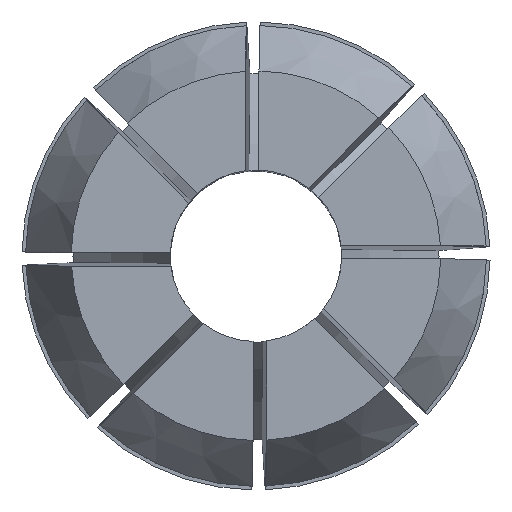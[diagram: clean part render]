
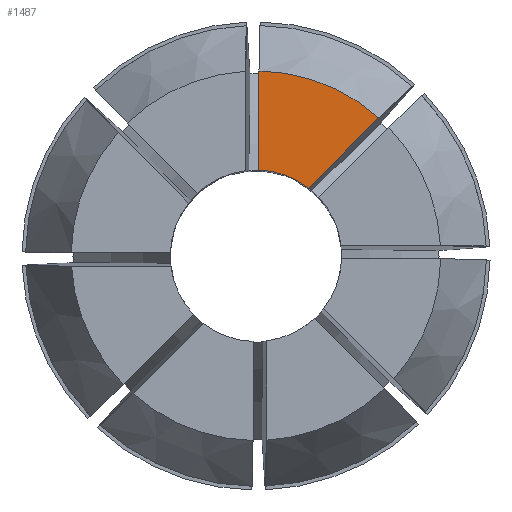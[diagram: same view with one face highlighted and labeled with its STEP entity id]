
A CAD part, top view. The second image highlights one B-rep face of the part: STEP entity #1487.
In plain terms, the highlighted planar face has unit normal (0, 0, 1).
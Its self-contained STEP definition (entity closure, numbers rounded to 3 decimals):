
#151 = CARTESIAN_POINT ( 'NONE',  ( 4.718, 5.545, 34. ) ) ;
#273 = EDGE_CURVE ( 'NONE', #553, #3384, #3689, .T. ) ;
#406 = CIRCLE ( 'NONE', #953, 10.263 ) ;
#476 = CARTESIAN_POINT ( 'NONE',  ( 0.166, 10.263, 34. ) ) ;
#553 = VERTEX_POINT ( 'NONE', #1459 ) ;
#567 = CARTESIAN_POINT ( 'NONE',  ( 0., 0., 34. ) ) ;
#651 = PLANE ( 'NONE',  #1930 ) ;
#673 = DIRECTION ( 'NONE',  ( 1., 0., 0. ) ) ;
#778 = CARTESIAN_POINT ( 'NONE',  ( 0., 0., 34. ) ) ;
#953 = AXIS2_PLACEMENT_3D ( 'NONE', #778, #3780, #1729 ) ;
#1037 = ORIENTED_EDGE ( 'NONE', *, *, #2987, .T. ) ;
#1056 = VERTEX_POINT ( 'NONE', #2061 ) ;
#1171 = VECTOR ( 'NONE', #2546, 1000. ) ;
#1459 = CARTESIAN_POINT ( 'NONE',  ( 0.166, 4.76, 34. ) ) ;
#1487 = ADVANCED_FACE ( 'NONE', ( #2535 ), #651, .T. ) ;
#1612 = EDGE_CURVE ( 'NONE', #1056, #2892, #406, .T. ) ;
#1701 = CARTESIAN_POINT ( 'NONE',  ( 2.929, 3.755, 34. ) ) ;
#1729 = DIRECTION ( 'NONE',  ( -1., 0., 0. ) ) ;
#1732 = LINE ( 'NONE', #151, #1171 ) ;
#1896 = CARTESIAN_POINT ( 'NONE',  ( 0., 10.263, 34. ) ) ;
#1930 = AXIS2_PLACEMENT_3D ( 'NONE', #1896, #3088, #673 ) ;
#2061 = CARTESIAN_POINT ( 'NONE',  ( 0.166, 10.262, 34. ) ) ;
#2115 = LINE ( 'NONE', #476, #2168 ) ;
#2168 = VECTOR ( 'NONE', #2889, 1000. ) ;
#2479 = EDGE_CURVE ( 'NONE', #2892, #3384, #1732, .T. ) ;
#2518 = CARTESIAN_POINT ( 'NONE',  ( 6.832, 7.659, 34. ) ) ;
#2535 = FACE_OUTER_BOUND ( 'NONE', #3734, .T. ) ;
#2546 = DIRECTION ( 'NONE',  ( -0.707, -0.707, 0. ) ) ;
#2680 = DIRECTION ( 'NONE',  ( 0., 0., -1. ) ) ;
#2701 = ORIENTED_EDGE ( 'NONE', *, *, #2479, .F. ) ;
#2889 = DIRECTION ( 'NONE',  ( 0., -1., 0. ) ) ;
#2892 = VERTEX_POINT ( 'NONE', #2518 ) ;
#2987 = EDGE_CURVE ( 'NONE', #1056, #553, #2115, .T. ) ;
#3088 = DIRECTION ( 'NONE',  ( 0., 0., 1. ) ) ;
#3149 = ORIENTED_EDGE ( 'NONE', *, *, #1612, .F. ) ;
#3294 = DIRECTION ( 'NONE',  ( -1., 0., 0. ) ) ;
#3351 = AXIS2_PLACEMENT_3D ( 'NONE', #567, #2680, #3294 ) ;
#3384 = VERTEX_POINT ( 'NONE', #1701 ) ;
#3689 = CIRCLE ( 'NONE', #3351, 4.762 ) ;
#3734 = EDGE_LOOP ( 'NONE', ( #3149, #1037, #3841, #2701 ) ) ;
#3780 = DIRECTION ( 'NONE',  ( 0., 0., -1. ) ) ;
#3841 = ORIENTED_EDGE ( 'NONE', *, *, #273, .T. ) ;
